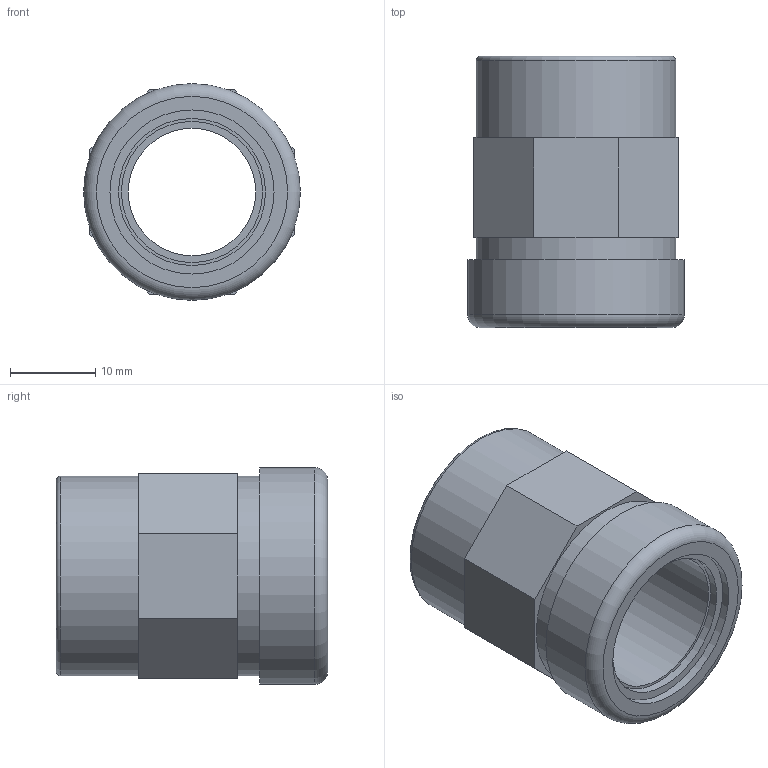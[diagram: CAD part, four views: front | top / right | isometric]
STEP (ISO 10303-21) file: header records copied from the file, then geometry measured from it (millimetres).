
FILE_DESCRIPTION(/* description */ (''),/* implementation_level */ '2;1');
FILE_NAME(/* name */ 'MIMV016038.ipt.stp',/* time_stamp */ '2014-01-07T15:46:36+01:00',/* author */ ('bfaro'),/* organization */ (''),/* preprocessor_version */ 'ST-DEVELOPER v15.2',/* originating_system */ 'Autodesk Inventor 2014',/* authorisation */ '');
FILE_SCHEMA (('AUTOMOTIVE_DESIGN { 1 0 10303 214 3 1 1 }'));
Length unit declared in the file: millimetre
Products named in the file (1): MIMV016038
Bounding box: 25.5 x 31.9 x 25.5 mm (x, y, z)
Volume: 8239.6 mm3; surface area: 4776.4 mm2
Topology: 1 solids, 1 shells, 28 faces, 60 edges, 43 vertices
Faces by surface type: plane 17, cylinder 8, torus 3
Full cylindrical faces by diameter (mm): 15 x1, 16 x1, 16.6 x1, 17.3 x1, 19.3 x1, 23.5 x2, 25.5 x1
Entity records: 720 total; most frequent: DIRECTION 122, CARTESIAN_POINT 113, ORIENTED_EDGE 86, EDGE_LOOP 48, AXIS2_PLACEMENT_3D 48, EDGE_CURVE 43, VERTEX_POINT 35, FACE_OUTER_BOUND 28
